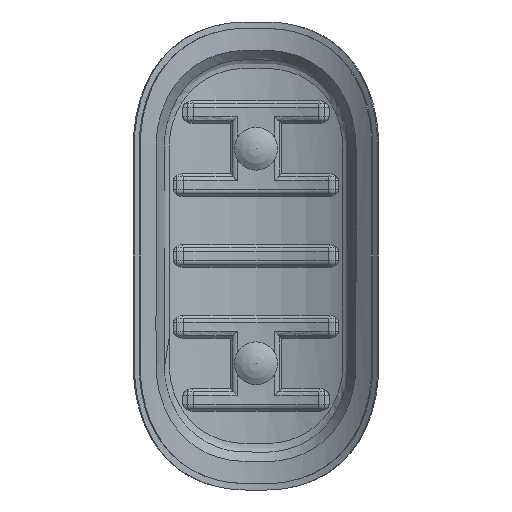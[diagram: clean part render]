
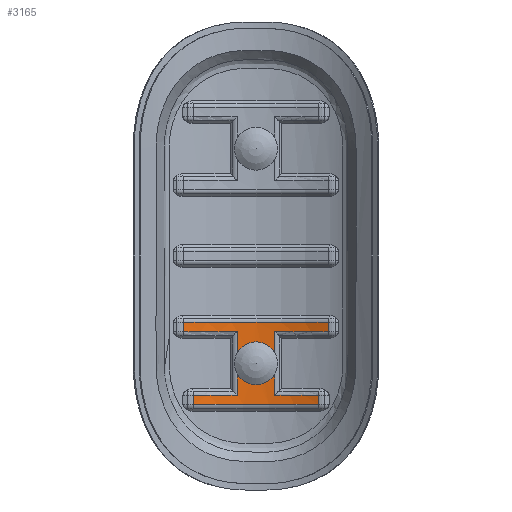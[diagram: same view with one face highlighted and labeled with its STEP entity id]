
A CAD part, front view. The second image highlights one B-rep face of the part: STEP entity #3165.
In plain terms, the highlighted cylindrical face has radius 78.3 mm (diameter 156.6 mm), a partial arc.
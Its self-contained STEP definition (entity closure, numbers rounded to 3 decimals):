
#882=CYLINDRICAL_SURFACE('',#38987,78.3);
#1210=FACE_BOUND('',#8810,.T.);
#1211=FACE_BOUND('',#8811,.T.);
#3165=ADVANCED_FACE('',(#1210,#1211),#882,.F.);
#8810=EDGE_LOOP('',(#14526,#14527,#14528,#14529,#14530,#14531,#14532,#14533,
#14534,#14535,#14536,#14537));
#8811=EDGE_LOOP('',(#14538));
#14526=ORIENTED_EDGE('',*,*,#26666,.T.);
#14527=ORIENTED_EDGE('',*,*,#26667,.T.);
#14528=ORIENTED_EDGE('',*,*,#26668,.F.);
#14529=ORIENTED_EDGE('',*,*,#26669,.T.);
#14530=ORIENTED_EDGE('',*,*,#26670,.T.);
#14531=ORIENTED_EDGE('',*,*,#26671,.T.);
#14532=ORIENTED_EDGE('',*,*,#26672,.T.);
#14533=ORIENTED_EDGE('',*,*,#26673,.T.);
#14534=ORIENTED_EDGE('',*,*,#26674,.F.);
#14535=ORIENTED_EDGE('',*,*,#26675,.T.);
#14536=ORIENTED_EDGE('',*,*,#26664,.T.);
#14537=ORIENTED_EDGE('',*,*,#26661,.T.);
#14538=ORIENTED_EDGE('',*,*,#26658,.T.);
#22658=VERTEX_POINT('',#63767);
#22660=VERTEX_POINT('',#63781);
#22661=VERTEX_POINT('',#63783);
#22662=VERTEX_POINT('',#63788);
#22663=VERTEX_POINT('',#63792);
#22664=VERTEX_POINT('',#63794);
#22665=VERTEX_POINT('',#63796);
#22666=VERTEX_POINT('',#63798);
#22667=VERTEX_POINT('',#63800);
#22668=VERTEX_POINT('',#63802);
#22669=VERTEX_POINT('',#63804);
#22670=VERTEX_POINT('',#63806);
#22671=VERTEX_POINT('',#63808);
#26658=EDGE_CURVE('',#22658,#22658,#30658,.T.);
#26661=EDGE_CURVE('',#22661,#22660,#32273,.T.);
#26664=EDGE_CURVE('',#22662,#22661,#34126,.T.);
#26666=EDGE_CURVE('',#22660,#22663,#34127,.T.);
#26667=EDGE_CURVE('',#22663,#22664,#32277,.T.);
#26668=EDGE_CURVE('',#22665,#22664,#34128,.T.);
#26669=EDGE_CURVE('',#22665,#22666,#32278,.T.);
#26670=EDGE_CURVE('',#22666,#22667,#34129,.T.);
#26671=EDGE_CURVE('',#22667,#22668,#32279,.T.);
#26672=EDGE_CURVE('',#22668,#22669,#34130,.T.);
#26673=EDGE_CURVE('',#22669,#22670,#32280,.T.);
#26674=EDGE_CURVE('',#22671,#22670,#34131,.T.);
#26675=EDGE_CURVE('',#22671,#22662,#32281,.T.);
#30658=B_SPLINE_CURVE_WITH_KNOTS('',3,(#63749,#63750,#63751,#63752,#63753,
#63754,#63755,#63756,#63757,#63758,#63759,#63760,#63761,#63762,#63763,#63764,
#63765,#63766),.UNSPECIFIED.,.T.,.F.,(2,2,2,2,2,2,2,2,2,2,2),(-0.125,0.,
0.125,0.25,0.375,0.5,0.625,0.75,0.875,1.,1.125),.UNSPECIFIED.);
#32273=CIRCLE('',#38976,78.3);
#32277=CIRCLE('',#38982,78.3);
#32278=CIRCLE('',#38983,78.3);
#32279=CIRCLE('',#38984,78.3);
#32280=CIRCLE('',#38985,78.3);
#32281=CIRCLE('',#38986,78.3);
#34126=LINE('',#63787,#36154);
#34127=LINE('',#63791,#36155);
#34128=LINE('',#63795,#36156);
#34129=LINE('',#63799,#36157);
#34130=LINE('',#63803,#36158);
#34131=LINE('',#63807,#36159);
#36154=VECTOR('',#45410,1.);
#36155=VECTOR('',#45415,1.);
#36156=VECTOR('',#45418,1.);
#36157=VECTOR('',#45421,1.);
#36158=VECTOR('',#45424,1.);
#36159=VECTOR('',#45427,1.);
#38976=AXIS2_PLACEMENT_3D('',#63782,#45402,#45403);
#38982=AXIS2_PLACEMENT_3D('',#63793,#45416,#45417);
#38983=AXIS2_PLACEMENT_3D('',#63797,#45419,#45420);
#38984=AXIS2_PLACEMENT_3D('',#63801,#45422,#45423);
#38985=AXIS2_PLACEMENT_3D('',#63805,#45425,#45426);
#38986=AXIS2_PLACEMENT_3D('',#63809,#45428,#45429);
#38987=AXIS2_PLACEMENT_3D('',#63810,#45430,#45431);
#45402=DIRECTION('',(0.,0.,-1.));
#45403=DIRECTION('',(-1.,0.,0.));
#45410=DIRECTION('',(0.,0.,-1.));
#45415=DIRECTION('',(0.,0.,-1.));
#45416=DIRECTION('',(0.,0.,1.));
#45417=DIRECTION('',(-1.,0.,0.));
#45418=DIRECTION('',(0.,0.,1.));
#45419=DIRECTION('',(0.,0.,-1.));
#45420=DIRECTION('',(-1.,0.,0.));
#45421=DIRECTION('',(0.,0.,1.));
#45422=DIRECTION('',(0.,0.,1.));
#45423=DIRECTION('',(-1.,0.,0.));
#45424=DIRECTION('',(0.,0.,1.));
#45425=DIRECTION('',(0.,0.,-1.));
#45426=DIRECTION('',(-1.,0.,0.));
#45427=DIRECTION('',(0.,0.,-1.));
#45428=DIRECTION('',(0.,0.,1.));
#45429=DIRECTION('',(-1.,0.,0.));
#45430=DIRECTION('',(0.,0.,-1.));
#45431=DIRECTION('',(-1.,0.,0.));
#63749=CARTESIAN_POINT('',(-1.785,78.302,-58.26));
#63750=CARTESIAN_POINT('',(-5.546,78.126,-56.274));
#63751=CARTESIAN_POINT('',(-6.928,77.995,-54.512));
#63752=CARTESIAN_POINT('',(-8.107,77.881,-50.457));
#63753=CARTESIAN_POINT('',(-7.956,77.9,-48.212));
#63754=CARTESIAN_POINT('',(-6.172,78.062,-44.41));
#63755=CARTESIAN_POINT('',(-4.478,78.198,-42.889));
#63756=CARTESIAN_POINT('',(-0.471,78.324,-41.565));
#63757=CARTESIAN_POINT('',(1.804,78.301,-41.751));
#63758=CARTESIAN_POINT('',(5.527,78.127,-43.716));
#63759=CARTESIAN_POINT('',(6.933,77.995,-45.506));
#63760=CARTESIAN_POINT('',(8.102,77.882,-49.524));
#63761=CARTESIAN_POINT('',(7.959,77.9,-51.779));
#63762=CARTESIAN_POINT('',(6.173,78.061,-55.591));
#63763=CARTESIAN_POINT('',(4.481,78.197,-57.111));
#63764=CARTESIAN_POINT('',(0.469,78.324,-58.436));
#63765=CARTESIAN_POINT('',(-1.785,78.302,-58.26));
#63766=CARTESIAN_POINT('',(-5.546,78.126,-56.274));
#63767=CARTESIAN_POINT('',(-3.665,78.214,-57.267));
#63781=CARTESIAN_POINT('',(-8.679,77.817,-35.172));
#63782=CARTESIAN_POINT('',(0.,0.,-35.172));
#63783=CARTESIAN_POINT('',(-33.566,70.74,-35.172));
#63787=CARTESIAN_POINT('',(-33.566,70.74,-27.));
#63788=CARTESIAN_POINT('',(-33.566,70.74,-30.828));
#63791=CARTESIAN_POINT('',(-8.679,77.817,-27.));
#63792=CARTESIAN_POINT('',(-8.679,77.817,-64.828));
#63793=CARTESIAN_POINT('',(0.,0.,-64.828));
#63794=CARTESIAN_POINT('',(-29.025,72.722,-64.828));
#63795=CARTESIAN_POINT('',(-29.025,72.722,-73.));
#63796=CARTESIAN_POINT('',(-29.025,72.722,-69.172));
#63797=CARTESIAN_POINT('',(0.,0.,-69.172));
#63798=CARTESIAN_POINT('',(29.025,72.722,-69.172));
#63799=CARTESIAN_POINT('',(29.025,72.722,-27.));
#63800=CARTESIAN_POINT('',(29.025,72.722,-64.828));
#63801=CARTESIAN_POINT('',(0.,0.,-64.828));
#63802=CARTESIAN_POINT('',(8.679,77.817,-64.828));
#63803=CARTESIAN_POINT('',(8.679,77.817,-27.));
#63804=CARTESIAN_POINT('',(8.679,77.817,-35.172));
#63805=CARTESIAN_POINT('',(0.,0.,-35.172));
#63806=CARTESIAN_POINT('',(33.566,70.74,-35.172));
#63807=CARTESIAN_POINT('',(33.566,70.74,-27.));
#63808=CARTESIAN_POINT('',(33.566,70.74,-30.828));
#63809=CARTESIAN_POINT('',(0.,0.,-30.828));
#63810=CARTESIAN_POINT('',(0.,0.,-27.));
